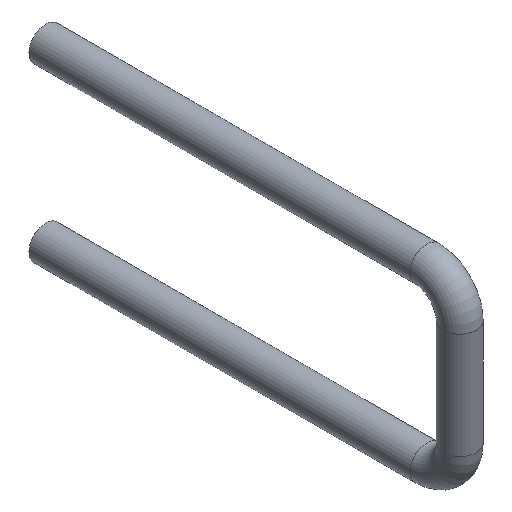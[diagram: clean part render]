
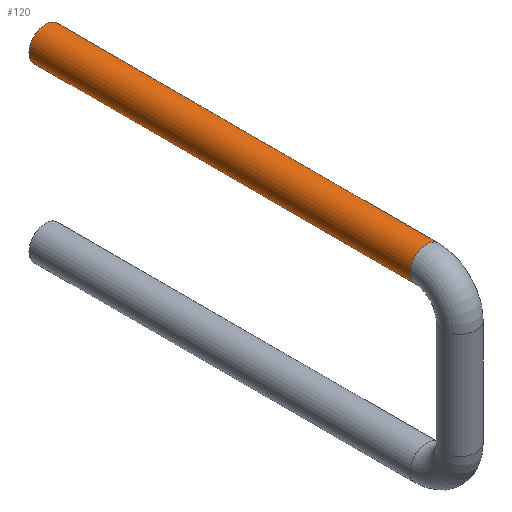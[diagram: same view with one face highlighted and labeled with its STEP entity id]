
A CAD part, isometric view. The second image highlights one B-rep face of the part: STEP entity #120.
In plain terms, the highlighted cylindrical face has radius 5 mm (diameter 10 mm), a full revolution.
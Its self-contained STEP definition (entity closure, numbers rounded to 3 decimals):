
#22=FACE_OUTER_BOUND('',#29,.T.);
#29=EDGE_LOOP('',(#98,#99,#100,#101,#102));
#34=LINE('',#237,#37);
#37=VECTOR('',#201,5.);
#47=CIRCLE('',#159,5.);
#48=CIRCLE('',#160,5.);
#49=CIRCLE('',#162,5.);
#57=VERTEX_POINT('',#230);
#58=VERTEX_POINT('',#232);
#59=VERTEX_POINT('',#236);
#71=EDGE_CURVE('',#57,#58,#47,.T.);
#72=EDGE_CURVE('',#58,#57,#48,.T.);
#73=EDGE_CURVE('',#58,#59,#34,.T.);
#74=EDGE_CURVE('',#59,#59,#49,.T.);
#98=ORIENTED_EDGE('',*,*,#72,.F.);
#99=ORIENTED_EDGE('',*,*,#73,.T.);
#100=ORIENTED_EDGE('',*,*,#74,.T.);
#101=ORIENTED_EDGE('',*,*,#73,.F.);
#102=ORIENTED_EDGE('',*,*,#71,.F.);
#107=CYLINDRICAL_SURFACE('',#161,5.);
#120=ADVANCED_FACE('',(#22),#107,.T.);
#159=AXIS2_PLACEMENT_3D('',#233,#195,#196);
#160=AXIS2_PLACEMENT_3D('',#234,#197,#198);
#161=AXIS2_PLACEMENT_3D('',#235,#199,#200);
#162=AXIS2_PLACEMENT_3D('',#238,#202,#203);
#195=DIRECTION('center_axis',(0.,-1.,0.));
#196=DIRECTION('ref_axis',(1.,0.,0.));
#197=DIRECTION('center_axis',(0.,-1.,0.));
#198=DIRECTION('ref_axis',(1.,0.,0.));
#199=DIRECTION('center_axis',(0.,-1.,0.));
#200=DIRECTION('ref_axis',(1.,0.,0.));
#201=DIRECTION('',(0.,1.,0.));
#202=DIRECTION('center_axis',(0.,-1.,0.));
#203=DIRECTION('ref_axis',(1.,0.,0.));
#230=CARTESIAN_POINT('',(0.,10.,-5.));
#232=CARTESIAN_POINT('',(-5.,10.,0.));
#233=CARTESIAN_POINT('Origin',(0.,10.,0.));
#234=CARTESIAN_POINT('Origin',(0.,10.,0.));
#235=CARTESIAN_POINT('Origin',(0.,125.,0.));
#236=CARTESIAN_POINT('',(-5.,125.,0.));
#237=CARTESIAN_POINT('',(-5.,125.,0.));
#238=CARTESIAN_POINT('Origin',(0.,125.,0.));
